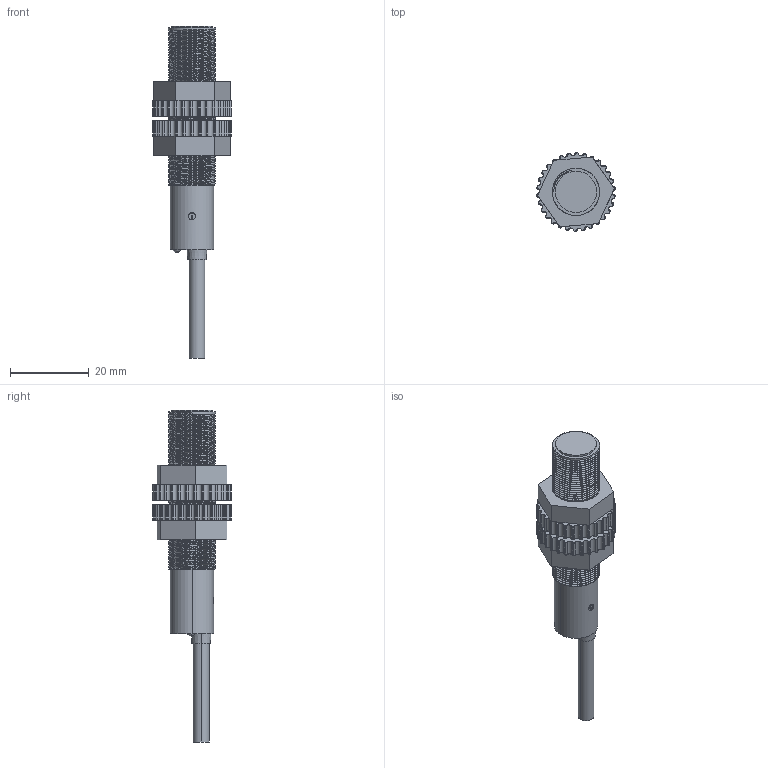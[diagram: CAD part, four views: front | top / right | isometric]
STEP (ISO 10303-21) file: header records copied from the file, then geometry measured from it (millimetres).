
FILE_DESCRIPTION((''),'2;1');
FILE_NAME('CKF12-03_ASM','2018-09-07T',('Gavin'),(''),'PRO/ENGINEER BY PARAMETRIC TECHNOLOGY CORPORATION, 2009440','PRO/ENGINEER BY PARAMETRIC TECHNOLOGY CORPORATION, 2009440','');
FILE_SCHEMA(('CONFIG_CONTROL_DESIGN'));
Products named in the file (4): 30_____1; CKF12-06-16966_5; CKF12-06-17264_ASM_3_ASM; CKF12-03_ASM
Assembly tree (4 placements, depth 3):
  CKF12-03_ASM
    CKF12-06-17264_ASM_3_ASM
      30_____1  x2
      CKF12-06-16966_5
Bounding box: 19.95 x 20 x 84.5 mm (x, y, z)
Volume: 8361.5 mm3; surface area: 7327.1 mm2
Topology: 3 solids, 3 shells, 583 faces, 1754 edges, 1182 vertices
Faces by surface type: cylinder 489, plane 81, bspline 9, sphere 2, cone 2
Entity records: 44861 total; most frequent: CARTESIAN_POINT 35014, ORIENTED_EDGE 2202, DIRECTION 1943, EDGE_CURVE 1101, AXIS2_PLACEMENT_3D 784, VERTEX_POINT 741, CIRCLE 408, EDGE_LOOP 380
